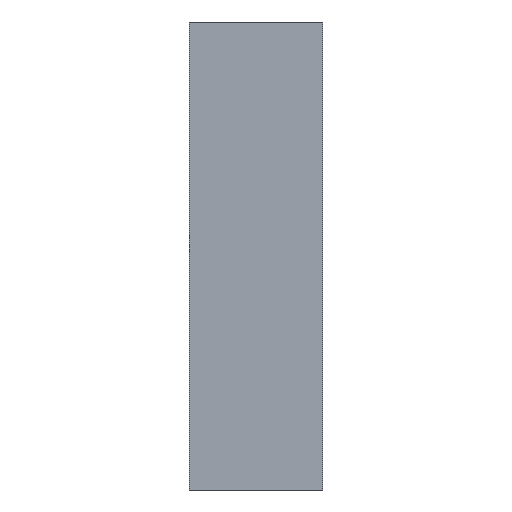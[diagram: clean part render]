
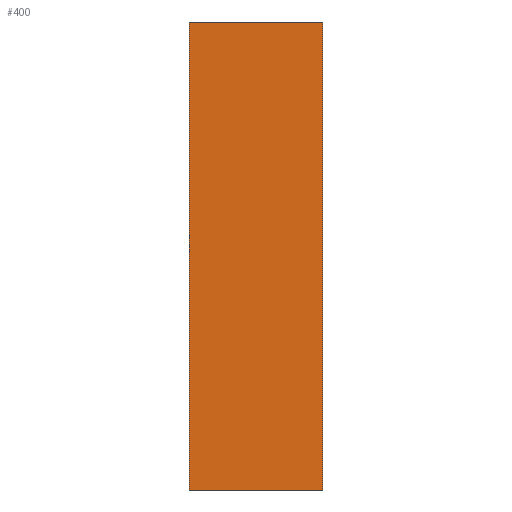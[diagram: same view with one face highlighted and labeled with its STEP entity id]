
A CAD part, front view. The second image highlights one B-rep face of the part: STEP entity #400.
In plain terms, the highlighted planar face has unit normal (0, -1, 0).
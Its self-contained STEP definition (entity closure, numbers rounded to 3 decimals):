
#1=DIRECTION('',(0.,0.,1.));
#2=VECTOR('',#1,140.);
#3=CARTESIAN_POINT('',(127.45,0.,-93.028));
#4=LINE('',#3,#2);
#5=DIRECTION('',(1.,0.,0.));
#6=VECTOR('',#5,40.);
#7=CARTESIAN_POINT('',(127.45,0.,46.972));
#8=LINE('',#7,#6);
#9=DIRECTION('',(0.,0.,-1.));
#10=VECTOR('',#9,140.);
#11=CARTESIAN_POINT('',(167.45,0.,46.972));
#12=LINE('',#11,#10);
#13=DIRECTION('',(-1.,0.,0.));
#14=VECTOR('',#13,40.);
#15=CARTESIAN_POINT('',(167.45,0.,-93.028));
#16=LINE('',#15,#14);
#289=CARTESIAN_POINT('',(127.45,0.,-93.028));
#290=CARTESIAN_POINT('',(127.45,0.,46.972));
#291=VERTEX_POINT('',#289);
#292=VERTEX_POINT('',#290);
#293=CARTESIAN_POINT('',(167.45,0.,46.972));
#294=VERTEX_POINT('',#293);
#295=CARTESIAN_POINT('',(167.45,0.,-93.028));
#296=VERTEX_POINT('',#295);
#385=CARTESIAN_POINT('',(0.,0.,0.));
#386=DIRECTION('',(0.,1.,0.));
#387=DIRECTION('',(1.,0.,0.));
#388=AXIS2_PLACEMENT_3D('',#385,#386,#387);
#389=PLANE('',#388);
#391=ORIENTED_EDGE('',*,*,#390,.T.);
#393=ORIENTED_EDGE('',*,*,#392,.T.);
#395=ORIENTED_EDGE('',*,*,#394,.T.);
#397=ORIENTED_EDGE('',*,*,#396,.T.);
#398=EDGE_LOOP('',(#391,#393,#395,#397));
#399=FACE_OUTER_BOUND('',#398,.F.);
#400=ADVANCED_FACE('',(#399),#389,.F.);
#390=EDGE_CURVE('',#291,#292,#4,.T.);
#392=EDGE_CURVE('',#292,#294,#8,.T.);
#394=EDGE_CURVE('',#294,#296,#12,.T.);
#396=EDGE_CURVE('',#296,#291,#16,.T.);
